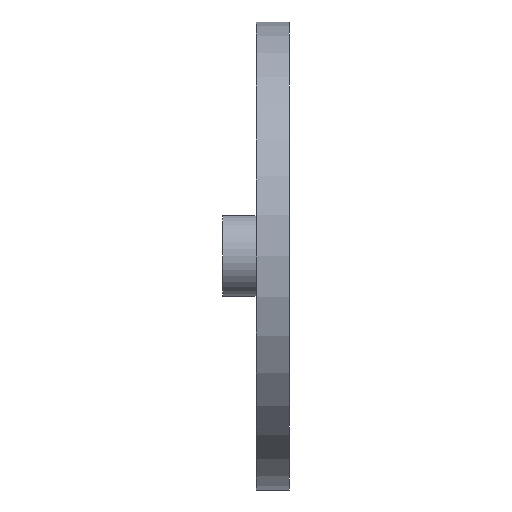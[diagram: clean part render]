
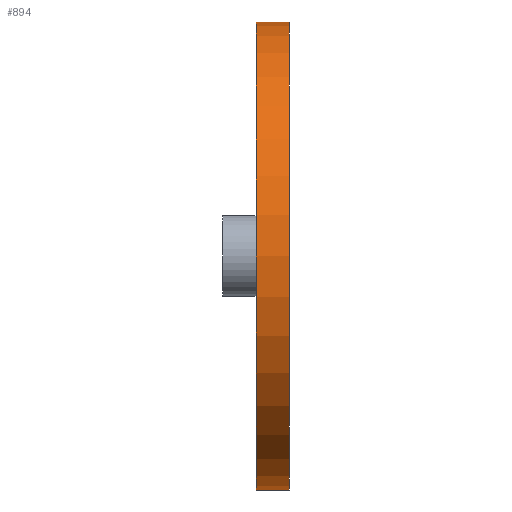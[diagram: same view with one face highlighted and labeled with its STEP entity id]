
A CAD part, front view. The second image highlights one B-rep face of the part: STEP entity #894.
In plain terms, the highlighted cylindrical face has radius 35 mm (diameter 70 mm), a partial arc.
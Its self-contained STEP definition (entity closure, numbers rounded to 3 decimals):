
#27 = DIRECTION ( 'NONE',  ( -1., 0., 0. ) ) ;
#204 = CARTESIAN_POINT ( 'NONE',  ( 5., 0., -35. ) ) ;
#214 = DIRECTION ( 'NONE',  ( -1., 0., 0. ) ) ;
#285 = VECTOR ( 'NONE', #214, 1000. ) ;
#286 = CARTESIAN_POINT ( 'NONE',  ( 5., 0., 0. ) ) ;
#476 = CARTESIAN_POINT ( 'NONE',  ( 5., 0., 35. ) ) ;
#521 = VERTEX_POINT ( 'NONE', #1380 ) ;
#555 = CYLINDRICAL_SURFACE ( 'NONE', #570, 35. ) ;
#570 = AXIS2_PLACEMENT_3D ( 'NONE', #286, #821, #1634 ) ;
#683 = EDGE_CURVE ( 'NONE', #1435, #1384, #850, .T. ) ;
#813 = ORIENTED_EDGE ( 'NONE', *, *, #1202, .T. ) ;
#821 = DIRECTION ( 'NONE',  ( -1., 0., 0. ) ) ;
#826 = CARTESIAN_POINT ( 'NONE',  ( 5., 0., 35. ) ) ;
#850 = CIRCLE ( 'NONE', #1073, 35. ) ;
#854 = CARTESIAN_POINT ( 'NONE',  ( 5., 0., -35. ) ) ;
#866 = VERTEX_POINT ( 'NONE', #952 ) ;
#894 = ADVANCED_FACE ( 'NONE', ( #944 ), #555, .T. ) ;
#926 = ORIENTED_EDGE ( 'NONE', *, *, #683, .F. ) ;
#944 = FACE_OUTER_BOUND ( 'NONE', #1136, .T. ) ;
#952 = CARTESIAN_POINT ( 'NONE',  ( 0., 0., -35. ) ) ;
#1050 = CARTESIAN_POINT ( 'NONE',  ( 5., 0., 0. ) ) ;
#1073 = AXIS2_PLACEMENT_3D ( 'NONE', #1050, #1590, #1576 ) ;
#1100 = EDGE_CURVE ( 'NONE', #1384, #866, #1663, .T. ) ;
#1136 = EDGE_LOOP ( 'NONE', ( #1585, #926, #1681, #813 ) ) ;
#1157 = EDGE_CURVE ( 'NONE', #1435, #521, #1620, .T. ) ;
#1180 = DIRECTION ( 'NONE',  ( 1., 0., 0. ) ) ;
#1202 = EDGE_CURVE ( 'NONE', #521, #866, #1226, .T. ) ;
#1226 = CIRCLE ( 'NONE', #1454, 35. ) ;
#1372 = VECTOR ( 'NONE', #27, 1000. ) ;
#1380 = CARTESIAN_POINT ( 'NONE',  ( 0., 0., 35. ) ) ;
#1384 = VERTEX_POINT ( 'NONE', #854 ) ;
#1432 = CARTESIAN_POINT ( 'NONE',  ( 0., 0., 0. ) ) ;
#1435 = VERTEX_POINT ( 'NONE', #476 ) ;
#1454 = AXIS2_PLACEMENT_3D ( 'NONE', #1432, #1180, #1707 ) ;
#1576 = DIRECTION ( 'NONE',  ( 0., 0., -1. ) ) ;
#1585 = ORIENTED_EDGE ( 'NONE', *, *, #1100, .F. ) ;
#1590 = DIRECTION ( 'NONE',  ( 1., 0., 0. ) ) ;
#1620 = LINE ( 'NONE', #826, #1372 ) ;
#1634 = DIRECTION ( 'NONE',  ( 0., 0., 1. ) ) ;
#1663 = LINE ( 'NONE', #204, #285 ) ;
#1681 = ORIENTED_EDGE ( 'NONE', *, *, #1157, .T. ) ;
#1707 = DIRECTION ( 'NONE',  ( 0., 0., -1. ) ) ;
